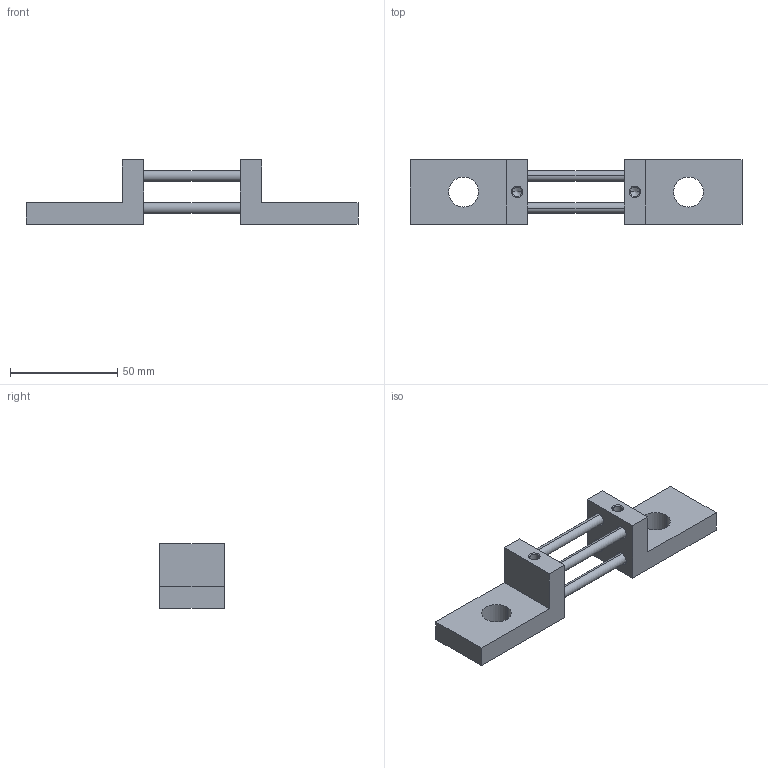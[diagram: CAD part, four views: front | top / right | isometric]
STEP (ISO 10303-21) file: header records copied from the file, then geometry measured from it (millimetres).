
FILE_DESCRIPTION (( 'STEP AP214' ), '1' );
FILE_NAME ('YN01-21505WL2000ST.STEP', '2025-02-17T18:57:00', ( '' ), ( '' ), 'SwSTEP 2.0', 'SolidWorks 2021', '' );
FILE_SCHEMA (( 'AUTOMOTIVE_DESIGN' ));
Length unit declared in the file: inch
Products named in the file (1): YN01-21505WL2000ST
Bounding box: 155 x 30 x 30 mm (x, y, z)
Volume: 45068.4 mm3; surface area: 16947.9 mm2
Topology: 1 solids, 9 shells, 88 faces, 190 edges, 120 vertices
Faces by surface type: cylinder 32, plane 32, cone 24
Entity records: 2432 total; most frequent: DIRECTION 458, CARTESIAN_POINT 395, ORIENTED_EDGE 372, EDGE_CURVE 186, AXIS2_PLACEMENT_3D 183, VERTEX_POINT 120, EDGE_LOOP 102, CIRCLE 94
